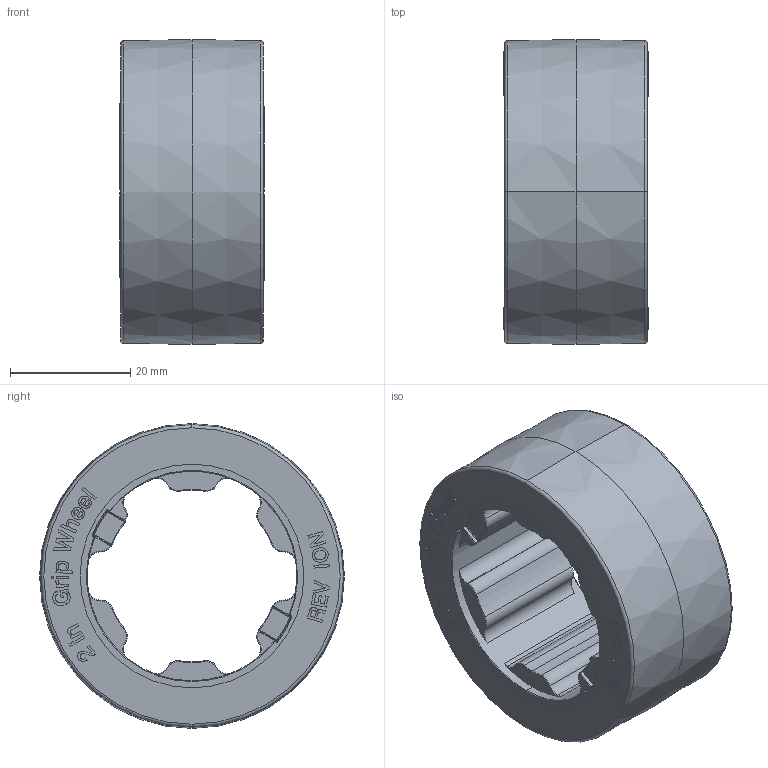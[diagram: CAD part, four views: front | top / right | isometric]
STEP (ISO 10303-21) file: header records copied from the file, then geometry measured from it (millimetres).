
FILE_DESCRIPTION (( 'STEP AP203' ), '1' );
FILE_NAME ('Grip Wheel - 2in - MAXSpline.STEP', '2022-04-05T14:36:35', ( '' ), ( '' ), 'SwSTEP 2.0', 'SolidWorks 2022', '' );
FILE_SCHEMA (( 'CONFIG_CONTROL_DESIGN' ));
Length unit declared in the file: inch
Products named in the file (1): Grip Wheel - 2in - MAXSpline
Bounding box: 24.01 x 50.8 x 50.8 mm (x, y, z)
Volume: 33485.7 mm3; surface area: 18791.9 mm2
Topology: 2 solids, 2 shells, 1348 faces, 3552 edges, 2201 vertices
Faces by surface type: bspline 554, plane 380, torus 194, cone 92, cylinder 92, sphere 36
Entity records: 45876 total; most frequent: CARTESIAN_POINT 16316, ORIENTED_EDGE 7008, DIRECTION 4733, EDGE_CURVE 3504, VERTEX_POINT 2201, AXIS2_PLACEMENT_3D 1594, VECTOR 1545, LINE 1545
